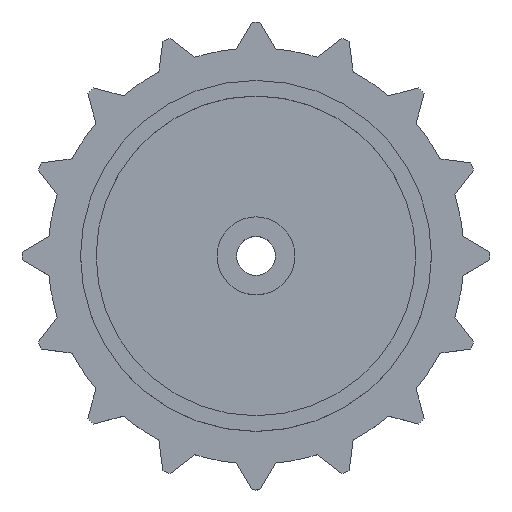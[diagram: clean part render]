
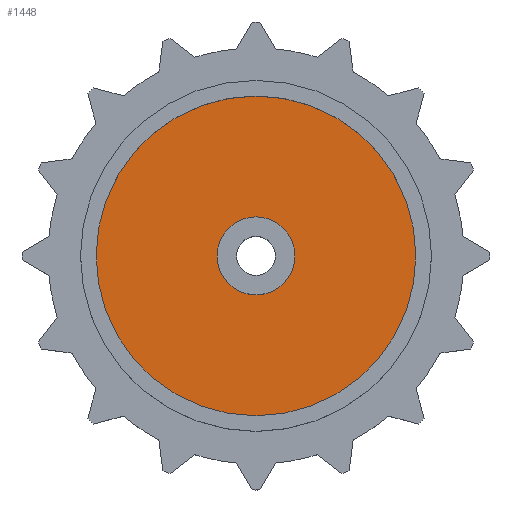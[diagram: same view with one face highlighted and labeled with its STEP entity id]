
A CAD part, top view. The second image highlights one B-rep face of the part: STEP entity #1448.
In plain terms, the highlighted planar face has unit normal (0, 0, 1).
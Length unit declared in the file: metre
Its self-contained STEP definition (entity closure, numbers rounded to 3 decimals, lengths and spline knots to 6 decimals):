
#78=CIRCLE('',#1607,0.003);
#79=CIRCLE('',#1608,0.0123);
#452=ORIENTED_EDGE('',*,*,#738,.F.);
#453=ORIENTED_EDGE('',*,*,#739,.T.);
#738=EDGE_CURVE('',#881,#881,#78,.T.);
#739=EDGE_CURVE('',#882,#882,#79,.T.);
#881=VERTEX_POINT('',#2473);
#882=VERTEX_POINT('',#2475);
#1217=EDGE_LOOP('',(#452));
#1218=EDGE_LOOP('',(#453));
#1313=FACE_BOUND('',#1217,.T.);
#1314=FACE_BOUND('',#1218,.T.);
#1376=PLANE('',#1606);
#1448=ADVANCED_FACE('',(#1313,#1314),#1376,.T.);
#1606=AXIS2_PLACEMENT_3D('',#2471,#2025,#2026);
#1607=AXIS2_PLACEMENT_3D('',#2472,#2027,#2028);
#1608=AXIS2_PLACEMENT_3D('',#2474,#2029,#2030);
#2025=DIRECTION('',(0.,0.,1.));
#2026=DIRECTION('',(1.,0.,0.));
#2027=DIRECTION('',(0.,0.,1.));
#2028=DIRECTION('',(1.,0.,0.));
#2029=DIRECTION('',(0.,0.,1.));
#2030=DIRECTION('',(1.,0.,0.));
#2471=CARTESIAN_POINT('',(0.,0.,0.00125));
#2472=CARTESIAN_POINT('',(0.,0.,0.00125));
#2473=CARTESIAN_POINT('',(0.003,0.,0.00125));
#2474=CARTESIAN_POINT('',(0.,0.,0.00125));
#2475=CARTESIAN_POINT('',(0.0123,0.,0.00125));
